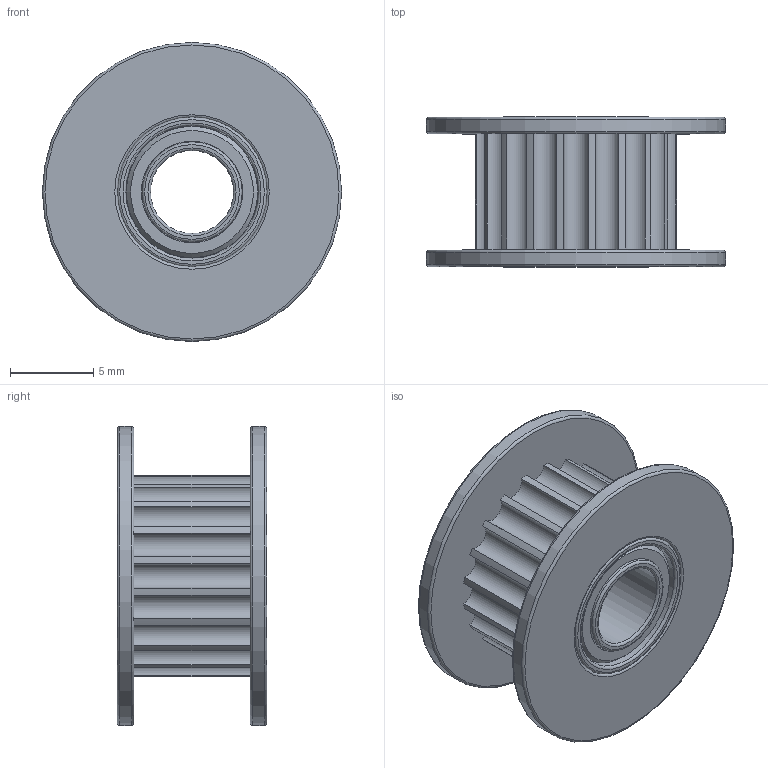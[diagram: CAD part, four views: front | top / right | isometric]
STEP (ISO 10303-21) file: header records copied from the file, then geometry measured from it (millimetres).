
FILE_DESCRIPTION(/* description */ (''),/* implementation_level */ '2;1');
FILE_NAME(/* name */ 'GT2 20T Pulley 5mm bore v3.step',/* time_stamp */ '2018-11-16T01:14:36+01:00',/* author */ ('kolcakmilan'),/* organization */ (''),/* preprocessor_version */ 'ST-DEVELOPER v17.2',/* originating_system */ 'Autodesk Translation Framework v7.6.0.251',/* authorisation */ '');
FILE_SCHEMA (('AUTOMOTIVE_DESIGN { 1 0 10303 214 3 1 1 }'));
Length unit declared in the file: millimetre
Products named in the file (3): GT2 20T Pulley 5mm bore; bearing; outer_plate
Assembly tree (2 placements, depth 2):
  GT2 20T Pulley 5mm bore
    bearing
    outer_plate
Bounding box: 18 x 9 x 18 mm (x, y, z)
Volume: 1010.9 mm3; surface area: 2166.6 mm2
Topology: 3 solids, 3 shells, 87 faces, 225 edges, 154 vertices
Faces by surface type: cylinder 55, plane 16, torus 14, cone 2
Full cylindrical faces by diameter (mm): 5 x2, 6 x2, 6.1 x2, 7.9 x2, 8 x2, 9 x3, 18 x2
Entity records: 2913 total; most frequent: DIRECTION 579, CARTESIAN_POINT 472, ORIENTED_EDGE 450, AXIS2_PLACEMENT_3D 261, EDGE_CURVE 225, CIRCLE 168, VERTEX_POINT 154, EDGE_LOOP 103
